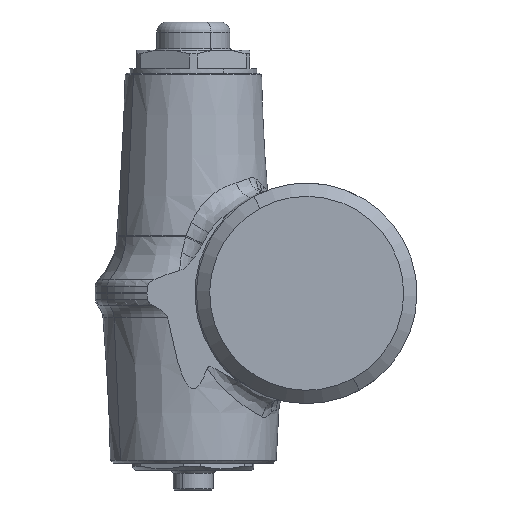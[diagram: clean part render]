
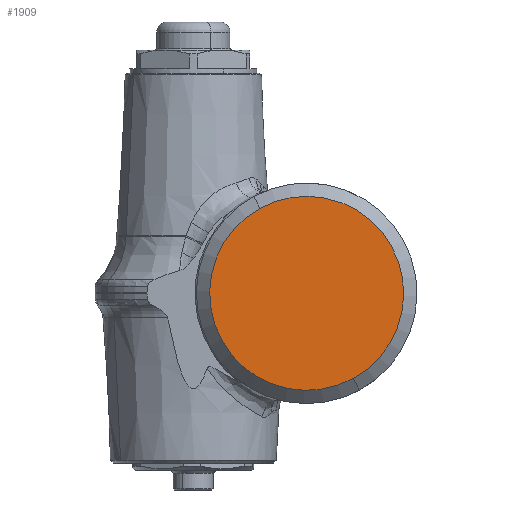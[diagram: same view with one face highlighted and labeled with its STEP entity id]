
A CAD part, front view. The second image highlights one B-rep face of the part: STEP entity #1909.
In plain terms, the highlighted planar face has unit normal (0, -1, 0).
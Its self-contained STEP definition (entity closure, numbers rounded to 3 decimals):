
#1886=CARTESIAN_POINT('Axis2P3D Location',(0.,-26.,14.55)) ;
#1891=CARTESIAN_POINT('Axis2P3D Location',(0.,-26.,0.)) ;
#1895=CARTESIAN_POINT('Vertex',(6.976,-26.,-12.769)) ;
#1897=CARTESIAN_POINT('Vertex',(-6.976,-26.,12.769)) ;
#1900=CARTESIAN_POINT('Axis2P3D Location',(0.,-26.,0.)) ;
#1887=DIRECTION('Axis2P3D Direction',(0.,-1.,0.)) ;
#1888=DIRECTION('Axis2P3D XDirection',(1.,0.,0.)) ;
#1892=DIRECTION('Axis2P3D Direction',(0.,-1.,0.)) ;
#1901=DIRECTION('Axis2P3D Direction',(0.,-1.,0.)) ;
#1889=AXIS2_PLACEMENT_3D('Plane Axis2P3D',#1886,#1887,#1888) ;
#1893=AXIS2_PLACEMENT_3D('Circle Axis2P3D',#1891,#1892,$) ;
#1902=AXIS2_PLACEMENT_3D('Circle Axis2P3D',#1900,#1901,$) ;
#1894=CIRCLE('generated circle',#1893,14.55) ;
#1903=CIRCLE('generated circle',#1902,14.55) ;
#1890=PLANE('',#1889) ;
#1899=EDGE_CURVE('',#1896,#1898,#1894,.T.) ;
#1904=EDGE_CURVE('',#1898,#1896,#1903,.T.) ;
#1906=ORIENTED_EDGE('',*,*,#1899,.T.) ;
#1907=ORIENTED_EDGE('',*,*,#1904,.T.) ;
#1905=EDGE_LOOP('',(#1906,#1907)) ;
#1896=VERTEX_POINT('',#1895) ;
#1898=VERTEX_POINT('',#1897) ;
#1909=ADVANCED_FACE('Body.17',(#1908),#1890,.T.) ;
#1908=FACE_OUTER_BOUND('',#1905,.T.) ;
